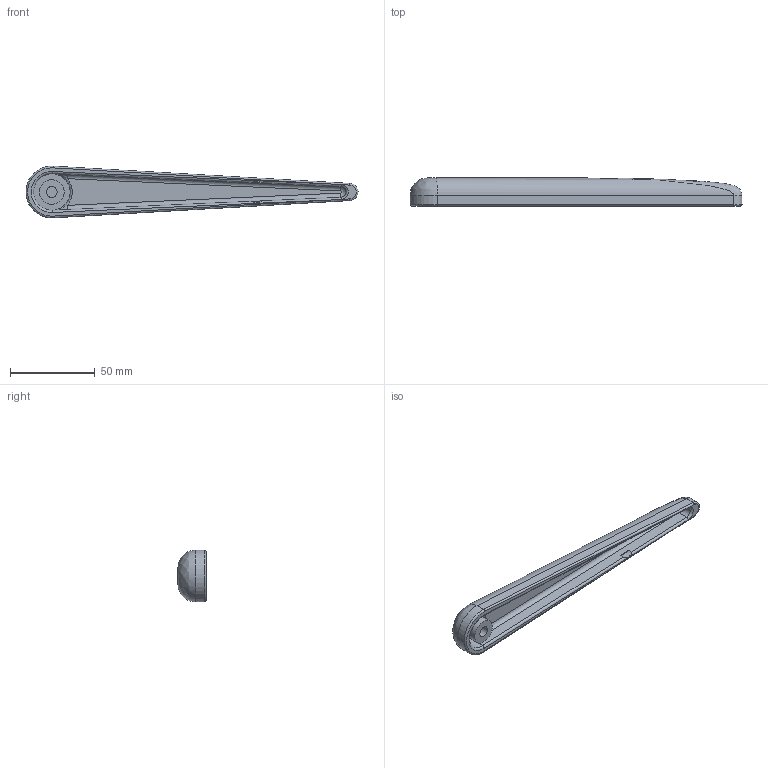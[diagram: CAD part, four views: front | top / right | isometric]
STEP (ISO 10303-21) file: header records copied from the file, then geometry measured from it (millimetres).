
FILE_DESCRIPTION(/* description */ (''),/* implementation_level */ '2;1');
FILE_NAME(/* name */ 'Needle 2.ipt.step',/* time_stamp */ '2016-03-31T16:34:22-07:00',/* author */ ('finger_food'),/* organization */ (''),/* preprocessor_version */ 'ST-DEVELOPER v16.1',/* originating_system */ 'Autodesk Inventor 2016',/* authorisation */ '');
FILE_SCHEMA (('AUTOMOTIVE_DESIGN { 1 0 10303 214 3 1 1 }'));
Length unit declared in the file: inch
Products named in the file (1): Needle 2
Bounding box: 195.52 x 16.51 x 30.43 mm (x, y, z)
Volume: 31346.9 mm3; surface area: 17005.2 mm2
Topology: 1 solids, 1 shells, 39 faces, 89 edges, 51 vertices
Faces by surface type: cylinder 16, plane 13, torus 5, bspline 5
Full cylindrical faces by diameter (mm): 6.35 x1, 14.605 x1, 21.59 x1
Entity records: 1364 total; most frequent: CARTESIAN_POINT 505, DIRECTION 180, ORIENTED_EDGE 164, EDGE_CURVE 82, AXIS2_PLACEMENT_3D 73, VERTEX_POINT 50, EDGE_LOOP 44, FACE_OUTER_BOUND 39
